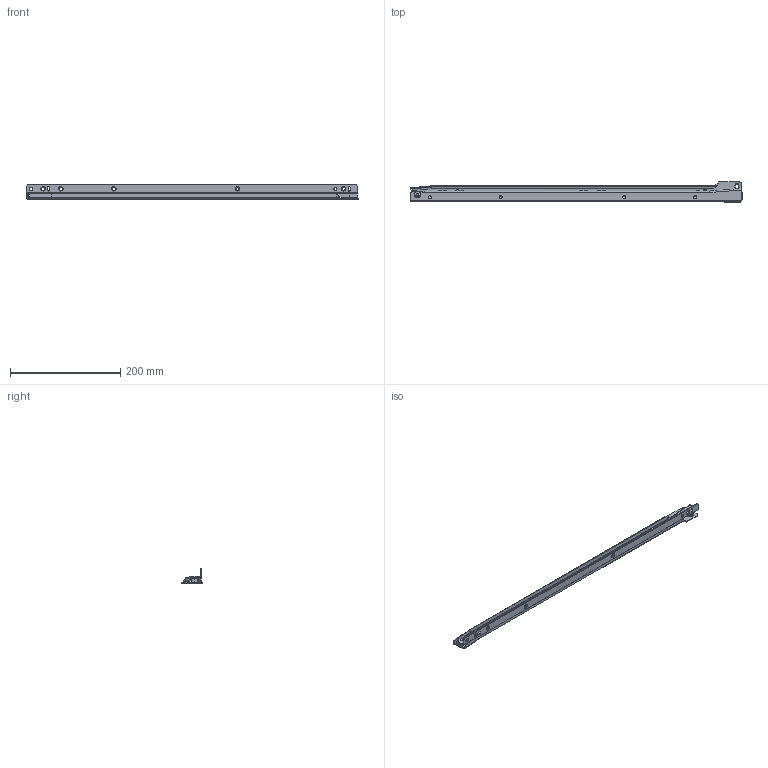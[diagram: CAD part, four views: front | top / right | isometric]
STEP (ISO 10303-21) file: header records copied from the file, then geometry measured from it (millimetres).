
FILE_DESCRIPTION (( 'STEP AP214' ), '1' );
FILE_NAME ('FR_2021.0600mm_24inch_closed_right.STEP', '2022-11-15T07:46:05', ( '' ), ( '' ), 'SwSTEP 2.0', 'SolidWorks 2020', '' );
FILE_SCHEMA (( 'AUTOMOTIVE_DESIGN' ));
Length unit declared in the file: millimetre
Products named in the file (5): 2021.XXX-03.W153.re_NL 600; 2021.XXX-01.W124.re_NL 600 Topf Standard; 2021.XXX-01.W124.re_NL 600; 2021.XXX-03.W153_NL 600 re of; FR_2021.0600mm_24inch_closed_right
Assembly tree (4 placements, depth 3):
  FR_2021.0600mm_24inch_closed_right
    2021.XXX-01.W124.re_NL 600
      2021.XXX-01.W124.re_NL 600 Topf Standard
    2021.XXX-03.W153.re_NL 600
      2021.XXX-03.W153_NL 600 re of
Bounding box: 601.08 x 36.65 x 25.5 mm (x, y, z)
Volume: 59213.6 mm3; surface area: 96053.1 mm2
Topology: 2 solids, 2 shells, 847 faces, 2051 edges, 1317 vertices
Faces by surface type: cylinder 395, plane 341, cone 53, bspline 39, torus 15, sphere 4
Entity records: 28919 total; most frequent: CARTESIAN_POINT 6993, DIRECTION 4354, ORIENTED_EDGE 4084, EDGE_CURVE 2042, AXIS2_PLACEMENT_3D 1636, VERTEX_POINT 1313, LINE 1082, VECTOR 1082
